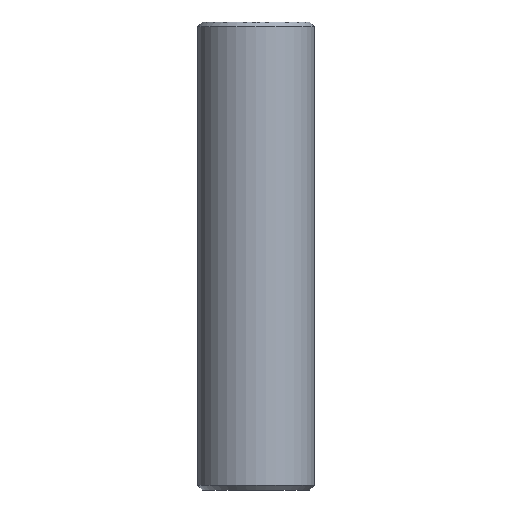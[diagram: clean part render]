
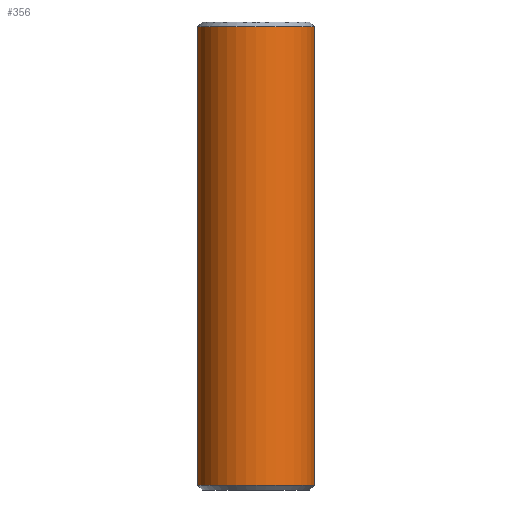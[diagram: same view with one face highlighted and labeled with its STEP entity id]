
A CAD part, front view. The second image highlights one B-rep face of the part: STEP entity #356.
In plain terms, the highlighted cylindrical face has radius 6 mm (diameter 12 mm), a partial arc.
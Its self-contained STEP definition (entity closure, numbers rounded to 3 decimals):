
#5 = CARTESIAN_POINT ( 'NONE',  ( 6., 0., -23.5 ) ) ;
#8 = CARTESIAN_POINT ( 'NONE',  ( 0., 0., 24. ) ) ;
#9 = EDGE_CURVE ( 'NONE', #501, #469, #558, .T. ) ;
#14 = CARTESIAN_POINT ( 'NONE',  ( -6., 0., 23.5 ) ) ;
#43 = CYLINDRICAL_SURFACE ( 'NONE', #67, 6. ) ;
#49 = AXIS2_PLACEMENT_3D ( 'NONE', #271, #479, #392 ) ;
#67 = AXIS2_PLACEMENT_3D ( 'NONE', #8, #385, #212 ) ;
#76 = DIRECTION ( 'NONE',  ( 0., 0., 1. ) ) ;
#127 = DIRECTION ( 'NONE',  ( 0., 0., -1. ) ) ;
#128 = DIRECTION ( 'NONE',  ( 0., 0., -1. ) ) ;
#130 = VERTEX_POINT ( 'NONE', #364 ) ;
#170 = CARTESIAN_POINT ( 'NONE',  ( -6., 0., 24. ) ) ;
#189 = EDGE_LOOP ( 'NONE', ( #353, #458, #254, #399 ) ) ;
#211 = CIRCLE ( 'NONE', #318, 6. ) ;
#212 = DIRECTION ( 'NONE',  ( -1., 0., 0. ) ) ;
#220 = EDGE_CURVE ( 'NONE', #469, #413, #211, .T. ) ;
#254 = ORIENTED_EDGE ( 'NONE', *, *, #9, .T. ) ;
#266 = CARTESIAN_POINT ( 'NONE',  ( -6., 0., -23.5 ) ) ;
#271 = CARTESIAN_POINT ( 'NONE',  ( 0., 0., 23.5 ) ) ;
#318 = AXIS2_PLACEMENT_3D ( 'NONE', #370, #76, #412 ) ;
#334 = VECTOR ( 'NONE', #128, 1000. ) ;
#341 = EDGE_CURVE ( 'NONE', #130, #413, #467, .T. ) ;
#344 = CIRCLE ( 'NONE', #49, 6. ) ;
#353 = ORIENTED_EDGE ( 'NONE', *, *, #341, .F. ) ;
#356 = ADVANCED_FACE ( 'NONE', ( #472 ), #43, .T. ) ;
#364 = CARTESIAN_POINT ( 'NONE',  ( 6., 0., 23.5 ) ) ;
#370 = CARTESIAN_POINT ( 'NONE',  ( 0., 0., -23.5 ) ) ;
#385 = DIRECTION ( 'NONE',  ( 0., 0., -1. ) ) ;
#392 = DIRECTION ( 'NONE',  ( 1., 0., 0. ) ) ;
#399 = ORIENTED_EDGE ( 'NONE', *, *, #220, .T. ) ;
#412 = DIRECTION ( 'NONE',  ( 1., 0., 0. ) ) ;
#413 = VERTEX_POINT ( 'NONE', #5 ) ;
#458 = ORIENTED_EDGE ( 'NONE', *, *, #492, .T. ) ;
#467 = LINE ( 'NONE', #510, #557 ) ;
#469 = VERTEX_POINT ( 'NONE', #266 ) ;
#472 = FACE_OUTER_BOUND ( 'NONE', #189, .T. ) ;
#479 = DIRECTION ( 'NONE',  ( 0., 0., -1. ) ) ;
#492 = EDGE_CURVE ( 'NONE', #130, #501, #344, .T. ) ;
#501 = VERTEX_POINT ( 'NONE', #14 ) ;
#510 = CARTESIAN_POINT ( 'NONE',  ( 6., 0., 24. ) ) ;
#557 = VECTOR ( 'NONE', #127, 1000. ) ;
#558 = LINE ( 'NONE', #170, #334 ) ;
